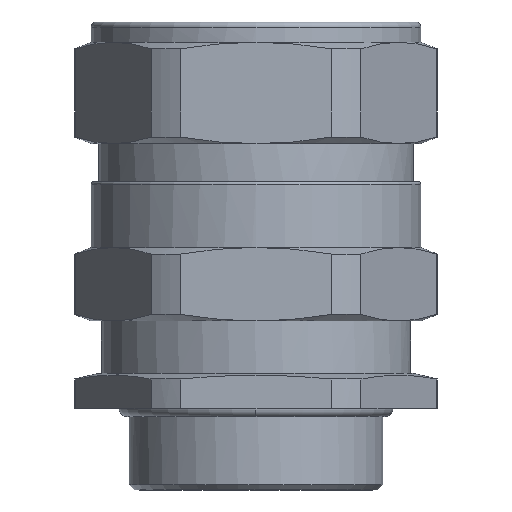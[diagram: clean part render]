
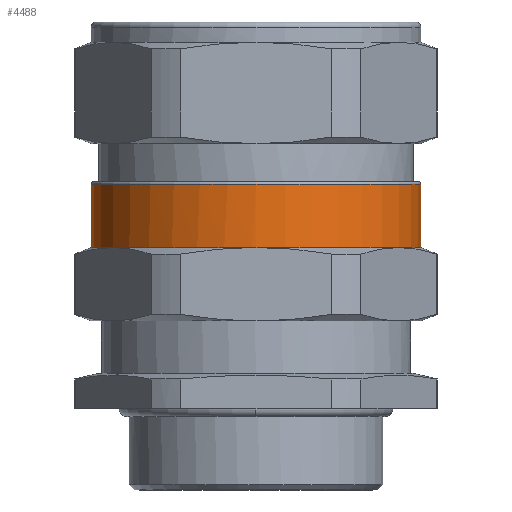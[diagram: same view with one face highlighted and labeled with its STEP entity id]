
A CAD part, left-side view. The second image highlights one B-rep face of the part: STEP entity #4488.
In plain terms, the highlighted cylindrical face has radius 32.5 mm (diameter 65 mm), a partial arc.
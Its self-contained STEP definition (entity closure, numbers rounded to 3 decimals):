
#4320=AXIS2_PLACEMENT_3D('Circle Axis2P3D',#4318,#4319,$) ;
#4429=AXIS2_PLACEMENT_3D('Cylinder Axis2P3D',#4426,#4427,#4428) ;
#4440=AXIS2_PLACEMENT_3D('Circle Axis2P3D',#4438,#4439,$) ;
#4447=AXIS2_PLACEMENT_3D('Circle Axis2P3D',#4445,#4446,$) ;
#4454=AXIS2_PLACEMENT_3D('Circle Axis2P3D',#4452,#4453,$) ;
#4461=AXIS2_PLACEMENT_3D('Circle Axis2P3D',#4459,#4460,$) ;
#4468=AXIS2_PLACEMENT_3D('Circle Axis2P3D',#4466,#4467,$) ;
#4315=CARTESIAN_POINT('Vertex',(32.5,68.25,60.35)) ;
#4318=CARTESIAN_POINT('Axis2P3D Location',(32.5,35.75,60.35)) ;
#4322=CARTESIAN_POINT('Vertex',(32.5,3.25,60.35)) ;
#4426=CARTESIAN_POINT('Axis2P3D Location',(32.5,35.75,61.1)) ;
#4431=CARTESIAN_POINT('Line Origine',(32.5,68.25,61.1)) ;
#4435=CARTESIAN_POINT('Vertex',(32.5,68.25,47.85)) ;
#4438=CARTESIAN_POINT('Axis2P3D Location',(32.5,35.75,47.85)) ;
#4442=CARTESIAN_POINT('Vertex',(16.25,63.896,47.85)) ;
#4445=CARTESIAN_POINT('Axis2P3D Location',(32.5,35.75,47.85)) ;
#4449=CARTESIAN_POINT('Vertex',(0.009,36.517,47.85)) ;
#4452=CARTESIAN_POINT('Axis2P3D Location',(32.5,35.75,47.85)) ;
#4456=CARTESIAN_POINT('Vertex',(0.,35.75,47.85)) ;
#4459=CARTESIAN_POINT('Axis2P3D Location',(32.5,35.75,47.85)) ;
#4463=CARTESIAN_POINT('Vertex',(16.25,7.604,47.85)) ;
#4466=CARTESIAN_POINT('Axis2P3D Location',(32.5,35.75,47.85)) ;
#4470=CARTESIAN_POINT('Vertex',(32.5,3.25,47.85)) ;
#4473=CARTESIAN_POINT('Line Origine',(32.5,3.25,61.1)) ;
#4319=DIRECTION('Axis2P3D Direction',(0.,0.,1.)) ;
#4427=DIRECTION('Axis2P3D Direction',(0.,0.,1.)) ;
#4428=DIRECTION('Axis2P3D XDirection',(0.,1.,0.)) ;
#4432=DIRECTION('Vector Direction',(0.,0.,1.)) ;
#4439=DIRECTION('Axis2P3D Direction',(0.,0.,1.)) ;
#4446=DIRECTION('Axis2P3D Direction',(0.,0.,1.)) ;
#4453=DIRECTION('Axis2P3D Direction',(0.,0.,1.)) ;
#4460=DIRECTION('Axis2P3D Direction',(0.,0.,1.)) ;
#4467=DIRECTION('Axis2P3D Direction',(0.,0.,1.)) ;
#4474=DIRECTION('Vector Direction',(0.,0.,1.)) ;
#4433=VECTOR('Line Direction',#4432,1.) ;
#4475=VECTOR('Line Direction',#4474,1.) ;
#4479=ORIENTED_EDGE('',*,*,#4437,.T.) ;
#4480=ORIENTED_EDGE('',*,*,#4444,.T.) ;
#4481=ORIENTED_EDGE('',*,*,#4451,.T.) ;
#4482=ORIENTED_EDGE('',*,*,#4458,.T.) ;
#4483=ORIENTED_EDGE('',*,*,#4465,.T.) ;
#4484=ORIENTED_EDGE('',*,*,#4472,.T.) ;
#4485=ORIENTED_EDGE('',*,*,#4477,.F.) ;
#4486=ORIENTED_EDGE('',*,*,#4324,.F.) ;
#4488=ADVANCED_FACE('PartBody',(#4487),#4430,.T.) ;
#4321=CIRCLE('generated circle',#4320,32.5) ;
#4441=CIRCLE('generated circle',#4440,32.5) ;
#4448=CIRCLE('generated circle',#4447,32.5) ;
#4455=CIRCLE('generated circle',#4454,32.5) ;
#4462=CIRCLE('generated circle',#4461,32.5) ;
#4469=CIRCLE('generated circle',#4468,32.5) ;
#4430=CYLINDRICAL_SURFACE('generated cylinder',#4429,32.5) ;
#4324=EDGE_CURVE('',#4316,#4323,#4321,.T.) ;
#4437=EDGE_CURVE('',#4316,#4436,#4434,.F.) ;
#4444=EDGE_CURVE('',#4436,#4443,#4441,.T.) ;
#4451=EDGE_CURVE('',#4443,#4450,#4448,.T.) ;
#4458=EDGE_CURVE('',#4450,#4457,#4455,.T.) ;
#4465=EDGE_CURVE('',#4457,#4464,#4462,.T.) ;
#4472=EDGE_CURVE('',#4464,#4471,#4469,.T.) ;
#4477=EDGE_CURVE('',#4323,#4471,#4476,.F.) ;
#4478=EDGE_LOOP('',(#4479,#4480,#4481,#4482,#4483,#4484,#4485,#4486)) ;
#4487=FACE_OUTER_BOUND('',#4478,.T.) ;
#4434=LINE('Line',#4431,#4433) ;
#4476=LINE('Line',#4473,#4475) ;
#4316=VERTEX_POINT('',#4315) ;
#4323=VERTEX_POINT('',#4322) ;
#4436=VERTEX_POINT('',#4435) ;
#4443=VERTEX_POINT('',#4442) ;
#4450=VERTEX_POINT('',#4449) ;
#4457=VERTEX_POINT('',#4456) ;
#4464=VERTEX_POINT('',#4463) ;
#4471=VERTEX_POINT('',#4470) ;
